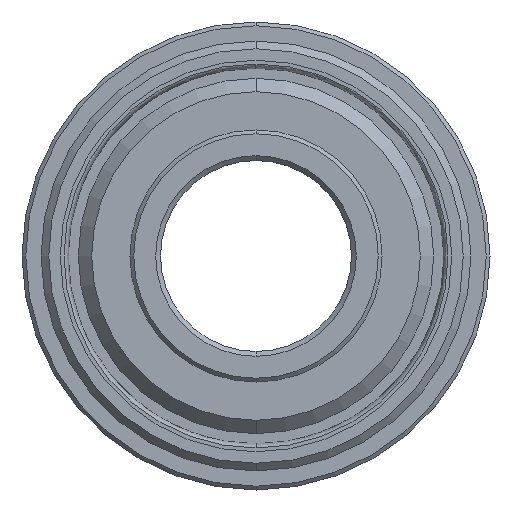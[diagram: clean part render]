
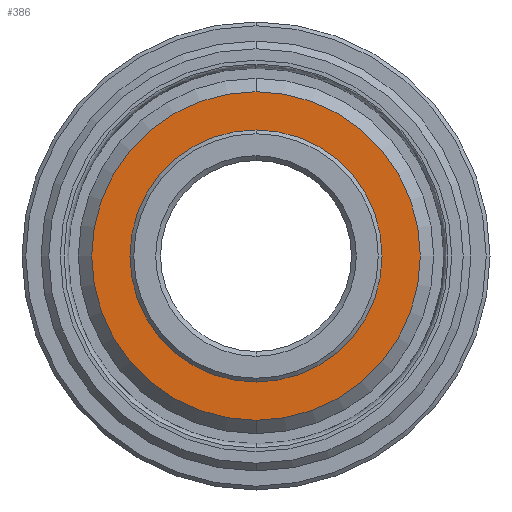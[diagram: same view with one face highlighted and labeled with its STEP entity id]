
A CAD part, front view. The second image highlights one B-rep face of the part: STEP entity #386.
In plain terms, the highlighted planar face has unit normal (0, -1, 0).
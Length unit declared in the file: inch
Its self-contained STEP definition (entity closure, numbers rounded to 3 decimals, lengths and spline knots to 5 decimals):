
#5 = CIRCLE ( 'NONE', #933, 0.33 ) ;
#38 = ORIENTED_EDGE ( 'NONE', *, *, #631, .F. ) ;
#75 = ORIENTED_EDGE ( 'NONE', *, *, #848, .F. ) ;
#164 = DIRECTION ( 'NONE',  ( 0., 0., -1. ) ) ;
#185 = CARTESIAN_POINT ( 'NONE',  ( 0., -0.3025, -0.33 ) ) ;
#217 = EDGE_LOOP ( 'NONE', ( #1231, #1099 ) ) ;
#219 = CARTESIAN_POINT ( 'NONE',  ( 0., -0.3025, 0.33 ) ) ;
#232 = VERTEX_POINT ( 'NONE', #1191 ) ;
#249 = DIRECTION ( 'NONE',  ( 0., 1., 0. ) ) ;
#267 = DIRECTION ( 'NONE',  ( 0., 0., 1. ) ) ;
#328 = DIRECTION ( 'NONE',  ( 0., 0., 1. ) ) ;
#346 = DIRECTION ( 'NONE',  ( 0., 0., 1. ) ) ;
#386 = ADVANCED_FACE ( 'NONE', ( #801, #1350 ), #821, .T. ) ;
#463 = CARTESIAN_POINT ( 'NONE',  ( 0., -0.3025, -0.43 ) ) ;
#466 = CARTESIAN_POINT ( 'NONE',  ( 0., -0.3025, 0. ) ) ;
#493 = CARTESIAN_POINT ( 'NONE',  ( 0., -0.3025, 0. ) ) ;
#578 = DIRECTION ( 'NONE',  ( 0., 1., 0. ) ) ;
#631 = EDGE_CURVE ( 'NONE', #738, #232, #1023, .T. ) ;
#634 = CIRCLE ( 'NONE', #1338, 0.33 ) ;
#637 = AXIS2_PLACEMENT_3D ( 'NONE', #882, #1305, #328 ) ;
#645 = VERTEX_POINT ( 'NONE', #219 ) ;
#687 = CARTESIAN_POINT ( 'NONE',  ( 0., -0.3025, 0. ) ) ;
#713 = CARTESIAN_POINT ( 'NONE',  ( 0., -0.3025, 0. ) ) ;
#738 = VERTEX_POINT ( 'NONE', #463 ) ;
#766 = AXIS2_PLACEMENT_3D ( 'NONE', #466, #578, #1206 ) ;
#801 = FACE_BOUND ( 'NONE', #217, .T. ) ;
#816 = DIRECTION ( 'NONE',  ( 0., -1., 0. ) ) ;
#821 = PLANE ( 'NONE',  #935 ) ;
#848 = EDGE_CURVE ( 'NONE', #232, #738, #852, .T. ) ;
#852 = CIRCLE ( 'NONE', #766, 0.43 ) ;
#882 = CARTESIAN_POINT ( 'NONE',  ( 0., -0.3025, 0. ) ) ;
#933 = AXIS2_PLACEMENT_3D ( 'NONE', #713, #1221, #267 ) ;
#935 = AXIS2_PLACEMENT_3D ( 'NONE', #493, #816, #164 ) ;
#938 = VERTEX_POINT ( 'NONE', #185 ) ;
#1023 = CIRCLE ( 'NONE', #637, 0.43 ) ;
#1029 = EDGE_CURVE ( 'NONE', #645, #938, #5, .T. ) ;
#1099 = ORIENTED_EDGE ( 'NONE', *, *, #1374, .T. ) ;
#1191 = CARTESIAN_POINT ( 'NONE',  ( 0., -0.3025, 0.43 ) ) ;
#1206 = DIRECTION ( 'NONE',  ( 0., 0., 1. ) ) ;
#1221 = DIRECTION ( 'NONE',  ( 0., 1., 0. ) ) ;
#1231 = ORIENTED_EDGE ( 'NONE', *, *, #1029, .T. ) ;
#1281 = EDGE_LOOP ( 'NONE', ( #75, #38 ) ) ;
#1305 = DIRECTION ( 'NONE',  ( 0., 1., 0. ) ) ;
#1338 = AXIS2_PLACEMENT_3D ( 'NONE', #687, #249, #346 ) ;
#1350 = FACE_OUTER_BOUND ( 'NONE', #1281, .T. ) ;
#1374 = EDGE_CURVE ( 'NONE', #938, #645, #634, .T. ) ;
